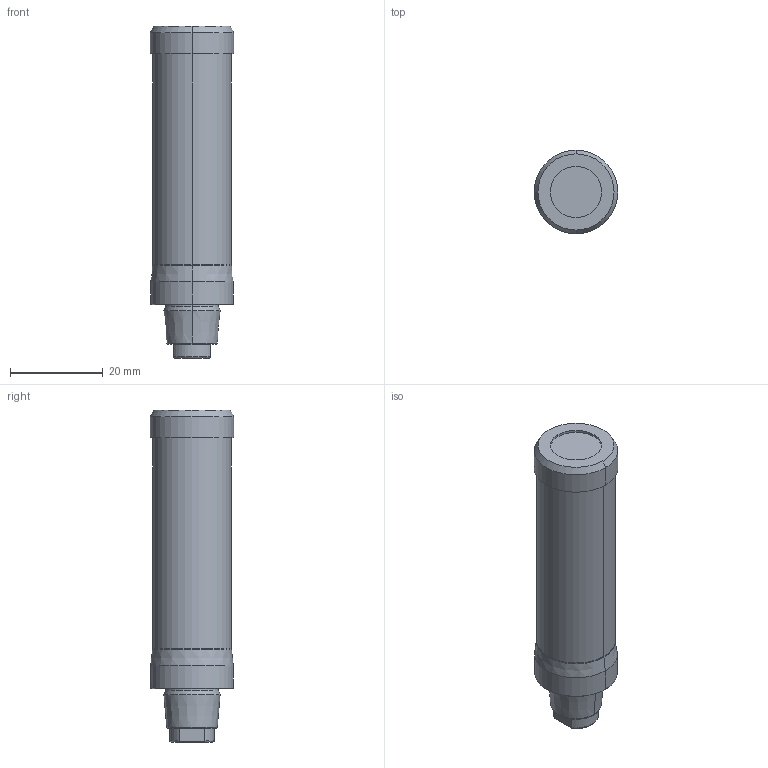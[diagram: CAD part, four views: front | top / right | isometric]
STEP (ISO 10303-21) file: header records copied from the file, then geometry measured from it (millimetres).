
FILE_DESCRIPTION((''),'2;1');
FILE_NAME('608195142-000_ASM','2025-02-04T07:44:31',('AAD_4'),(''),'CREO PARAMETRIC BY PTC INC, 2021184','CREO PARAMETRIC BY PTC INC, 2021184','');
FILE_SCHEMA(('AP242_MANAGED_MODEL_BASED_3D_ENGINEERING_MIM_LF { 1 0 10303 442 1 1 4 }'));
Length unit declared in the file: millimetre
Products named in the file (3): 607927010-000_PRT; 607927011-000_PRT; 608195142-000_ASM
Assembly tree (2 placements, depth 2):
  608195142-000_ASM
    607927010-000_PRT
    607927011-000_PRT
Bounding box: 18.01 x 18.01 x 71.45 mm (x, y, z)
Volume: 14509.9 mm3; surface area: 5234.7 mm2
Topology: 2 solids, 4 shells, 64 faces, 174 edges, 119 vertices
Faces by surface type: cylinder 20, cone 20, plane 14, torus 10
Entity records: 3759 total; most frequent: CARTESIAN_POINT 548, DIRECTION 460, ORIENTED_EDGE 278, PRESENTATION_STYLE_ASSIGNMENT 202, STYLED_ITEM 198, CURVE_STYLE 191, AXIS2_PLACEMENT_3D 182, EDGE_CURVE 143
